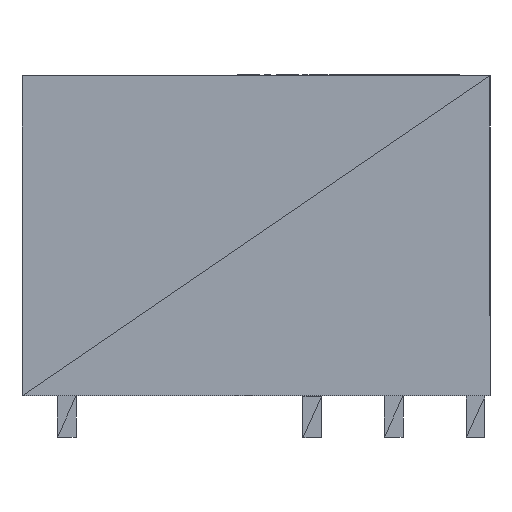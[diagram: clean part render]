
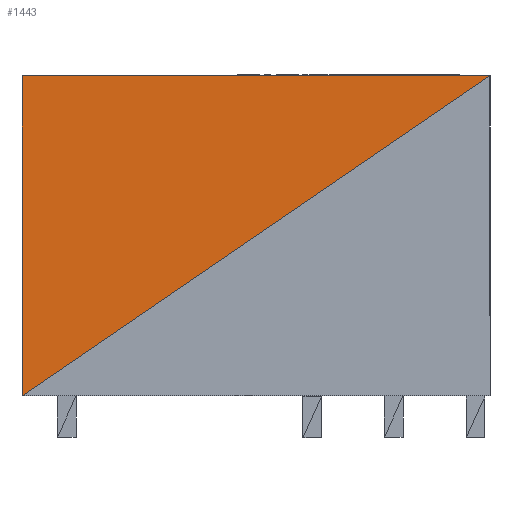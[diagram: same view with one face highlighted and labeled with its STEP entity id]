
A CAD part, left-side view. The second image highlights one B-rep face of the part: STEP entity #1443.
In plain terms, the highlighted planar face has unit normal (-1, 0, 0).
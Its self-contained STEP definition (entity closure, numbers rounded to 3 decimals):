
#1443=ADVANCED_FACE('',(#1576),#3649,.T.);
#1576=FACE_OUTER_BOUND('',#1709,.T.);
#1709=EDGE_LOOP('',(#1950,#1951,#1952));
#1950=ORIENTED_EDGE('',*,*,#2405,.T.);
#1951=ORIENTED_EDGE('',*,*,#2404,.T.);
#1952=ORIENTED_EDGE('',*,*,#2403,.T.);
#2403=EDGE_CURVE('',#3311,#3309,#2856,.T.);
#2404=EDGE_CURVE('',#3310,#3311,#2857,.T.);
#2405=EDGE_CURVE('',#3309,#3310,#2858,.T.);
#2856=B_SPLINE_CURVE_WITH_KNOTS('',1,(#5111,#5112),.UNSPECIFIED.,.F.,.F.,
(2,2),(-28.651,0.),.UNSPECIFIED.);
#2857=B_SPLINE_CURVE_WITH_KNOTS('',1,(#5113,#5114),.UNSPECIFIED.,.F.,.F.,
(2,2),(-34.704,0.),.UNSPECIFIED.);
#2858=B_SPLINE_CURVE_WITH_KNOTS('',1,(#5115,#5116),.UNSPECIFIED.,.F.,.F.,
(2,2),(0.,19.583),.UNSPECIFIED.);
#3309=VERTEX_POINT('',#5108);
#3310=VERTEX_POINT('',#5109);
#3311=VERTEX_POINT('',#5110);
#3649=PLANE('',#3797);
#3797=AXIS2_PLACEMENT_3D('',#5107,#3928,$);
#3928=DIRECTION('',(-1.,0.,0.));
#5107=CARTESIAN_POINT('',(-6.37,-19.701,5.497));
#5108=CARTESIAN_POINT('',(-6.37,22.76,19.567));
#5109=CARTESIAN_POINT('',(-6.37,22.76,-0.016));
#5110=CARTESIAN_POINT('',(-6.37,-5.891,19.567));
#5111=CARTESIAN_POINT('',(-6.37,-5.891,19.567));
#5112=CARTESIAN_POINT('',(-6.37,22.76,19.567));
#5113=CARTESIAN_POINT('',(-6.37,22.76,-0.016));
#5114=CARTESIAN_POINT('',(-6.37,-5.891,19.567));
#5115=CARTESIAN_POINT('',(-6.37,22.76,19.567));
#5116=CARTESIAN_POINT('',(-6.37,22.76,-0.016));
